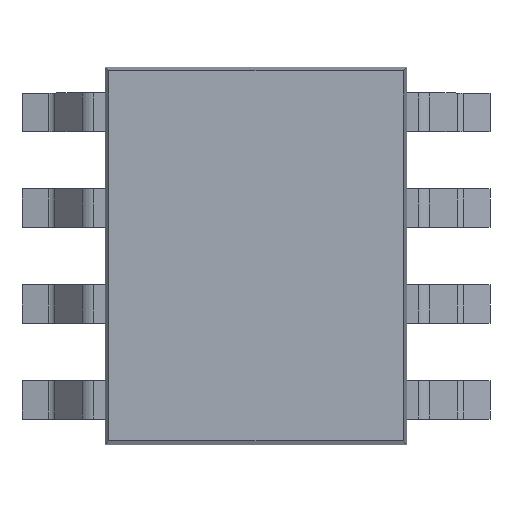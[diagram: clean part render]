
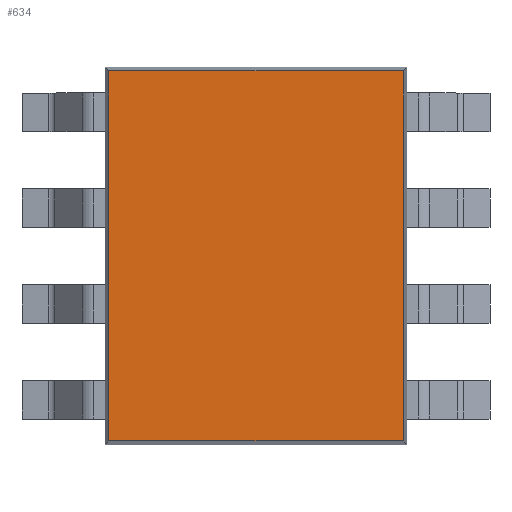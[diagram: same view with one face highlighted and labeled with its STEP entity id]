
A CAD part, top view. The second image highlights one B-rep face of the part: STEP entity #634.
In plain terms, the highlighted planar face has unit normal (0, 0, 1).
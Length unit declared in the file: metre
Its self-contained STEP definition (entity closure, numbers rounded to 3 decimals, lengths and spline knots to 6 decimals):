
#634 = ADVANCED_FACE( '', ( #1645 ), #1646, .T. );
#902 = EDGE_CURVE( '', #1951, #2041, #2042, .T. );
#1070 = EDGE_CURVE( '', #2041, #2056, #2251, .T. );
#1138 = EDGE_CURVE( '', #2328, #1951, #2329, .T. );
#1150 = EDGE_CURVE( '', #2056, #2328, #2343, .T. );
#1645 = FACE_OUTER_BOUND( '', #2971, .T. );
#1646 = PLANE( '', #2972 );
#1951 = VERTEX_POINT( '', #3401 );
#2041 = VERTEX_POINT( '', #3529 );
#2042 = LINE( '', #3530, #3531 );
#2056 = VERTEX_POINT( '', #3551 );
#2251 = LINE( '', #3857, #3858 );
#2328 = VERTEX_POINT( '', #3987 );
#2329 = LINE( '', #3988, #3989 );
#2343 = LINE( '', #4011, #4012 );
#2971 = EDGE_LOOP( '', ( #4633, #4634, #4635, #4636 ) );
#2972 = AXIS2_PLACEMENT_3D( '', #4637, #4638, #4639 );
#3401 = CARTESIAN_POINT( '', ( 0.001951, 0.002451, 0.001178 ) );
#3529 = CARTESIAN_POINT( '', ( -0.001951, 0.002451, 0.001178 ) );
#3530 = CARTESIAN_POINT( '', ( -0.002, 0.002451, 0.001178 ) );
#3531 = VECTOR( '', #5205, 1. );
#3551 = CARTESIAN_POINT( '', ( -0.001951, -0.002451, 0.001178 ) );
#3857 = CARTESIAN_POINT( '', ( -0.001951, -0.0025, 0.001178 ) );
#3858 = VECTOR( '', #5465, 1. );
#3987 = CARTESIAN_POINT( '', ( 0.001951, -0.002451, 0.001178 ) );
#3988 = CARTESIAN_POINT( '', ( 0.001951, 0.0025, 0.001178 ) );
#3989 = VECTOR( '', #5552, 1. );
#4011 = CARTESIAN_POINT( '', ( 0.002, -0.002451, 0.001178 ) );
#4012 = VECTOR( '', #5567, 1. );
#4633 = ORIENTED_EDGE( '', *, *, #1138, .T. );
#4634 = ORIENTED_EDGE( '', *, *, #902, .T. );
#4635 = ORIENTED_EDGE( '', *, *, #1070, .T. );
#4636 = ORIENTED_EDGE( '', *, *, #1150, .T. );
#4637 = CARTESIAN_POINT( '', ( 0., 0.000635, 0.001178 ) );
#4638 = DIRECTION( '', ( 0., 0., 1. ) );
#4639 = DIRECTION( '', ( 1., 0., 0. ) );
#5205 = DIRECTION( '', ( -1., 0., 0. ) );
#5465 = DIRECTION( '', ( 0., -1., 0. ) );
#5552 = DIRECTION( '', ( 0., 1., 0. ) );
#5567 = DIRECTION( '', ( 1., 0., 0. ) );
